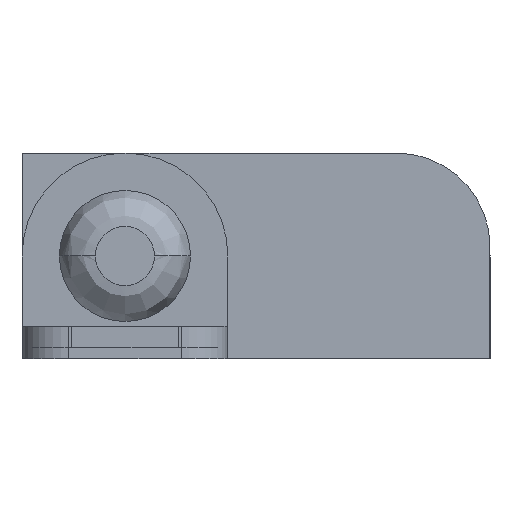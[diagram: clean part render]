
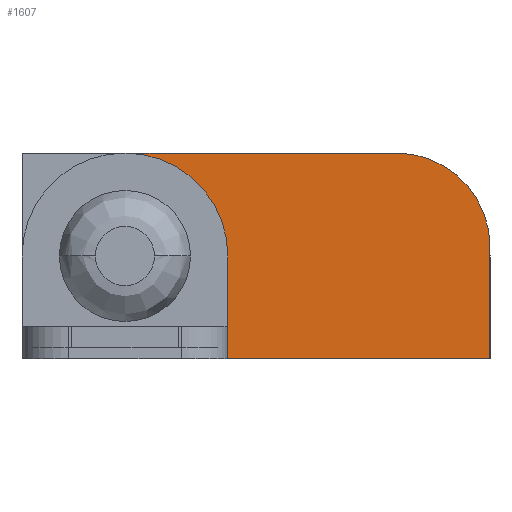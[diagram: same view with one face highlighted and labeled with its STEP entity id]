
A CAD part, left-side view. The second image highlights one B-rep face of the part: STEP entity #1607.
In plain terms, the highlighted planar face has unit normal (-1, 0, 0).
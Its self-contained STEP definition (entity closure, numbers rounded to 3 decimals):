
#1333=CARTESIAN_POINT('POINT81',(51.,-22.,0.));
#1334=VERTEX_POINT('VERTEX81',#1333);
#1341=CARTESIAN_POINT('POINT82',(51.,-22.,22.));
#1342=VERTEX_POINT('VERTEX82',#1341);
#1343=CARTESIAN_POINT('POS146',(51.,-22.,
   21.596));
#1344=DIRECTION('DIR208',(0.,0.,-1.));
#1345=VECTOR('VEC84',#1344,25.4);
#1346=LINE('STRAIGHT84',#1343,#1345);
#1347=EDGE_CURVE('EDGE114',#1342,#1334,#1346,.T.);
#1559=CARTESIAN_POINT('POINT91',(51.,
   0.,44.));
#1560=VERTEX_POINT('VERTEX91',#1559);
#1561=CARTESIAN_POINT('POS173',(51.,
   0.,22.));
#1562=DIRECTION('DIR248',(1.,0.,0.));
#1563=DIRECTION('DIR249',(0.,-1.,0.));
#1564=AXIS2_PLACEMENT_3D('AXIS76',#1561,#1562,#1563);
#1565=CIRCLE('ELLIPSE29',#1564,22.);
#1566=EDGE_CURVE('EDGE132',#1560,#1342,#1565,.T.);
#1567=ORIENTED_EDGE('COEDGE233',*,*,#1566,.T.);
#1568=ORIENTED_EDGE('COEDGE234',*,*,#1347,.T.);
#1569=CARTESIAN_POINT('POINT92',(51.,
   -78.,0.));
#1570=VERTEX_POINT('VERTEX92',#1569);
#1571=CARTESIAN_POINT('POS174',(51.,
   22.,0.));
#1572=DIRECTION('DIR250',(0.,1.,0.));
#1573=VECTOR('VEC98',#1572,1.);
#1574=LINE('STRAIGHT98',#1571,#1573);
#1575=EDGE_CURVE('EDGE133',#1570,#1334,#1574,.T.);
#1576=ORIENTED_EDGE('COEDGE235',*,*,#1575,.F.);
#1577=CARTESIAN_POINT('POINT93',(51.,
   -78.,24.));
#1578=VERTEX_POINT('VERTEX93',#1577);
#1579=CARTESIAN_POINT('POS175',(51.,
   -78.,0.));
#1580=DIRECTION('DIR251',(0.,0.,-1.));
#1581=VECTOR('VEC99',#1580,1.);
#1582=LINE('STRAIGHT99',#1579,#1581);
#1583=EDGE_CURVE('EDGE134',#1578,#1570,#1582,.T.);
#1584=ORIENTED_EDGE('COEDGE236',*,*,#1583,.F.);
#1585=CARTESIAN_POINT('POINT94',(51.,
   -58.,44.));
#1586=VERTEX_POINT('VERTEX94',#1585);
#1587=CARTESIAN_POINT('POS176',(51.,-58.,24.
   ));
#1588=DIRECTION('DIR252',(1.,0.,0.));
#1589=DIRECTION('DIR253',(0.,-1.,0.));
#1590=AXIS2_PLACEMENT_3D('AXIS77',#1587,#1588,#1589);
#1591=CIRCLE('ELLIPSE30',#1590,20.);
#1592=EDGE_CURVE('EDGE135',#1586,#1578,#1591,.T.);
#1593=ORIENTED_EDGE('COEDGE237',*,*,#1592,.F.);
#1594=CARTESIAN_POINT('POS177',(51.,
   -58.,44.));
#1595=DIRECTION('DIR254',(0.,-1.,0.));
#1596=VECTOR('VEC100',#1595,1.);
#1597=LINE('STRAIGHT100',#1594,#1596);
#1598=EDGE_CURVE('EDGE136',#1560,#1586,#1597,.T.);
#1599=ORIENTED_EDGE('COEDGE238',*,*,#1598,.F.);
#1600=EDGE_LOOP('NONE',(#1567,#1568,#1576,#1584,#1593,#1599));
#1601=FACE_BOUND('LOOP1',#1600,.T.);
#1602=CARTESIAN_POINT('POS178',(51.,
   -26.332,21.192));
#1603=DIRECTION('DIR255',(-1.,0.,0.));
#1604=DIRECTION('DIR256',(0.,1.,0.));
#1605=AXIS2_PLACEMENT_3D('AXIS78',#1602,#1603,#1604);
#1606=PLANE('PLANE36',#1605);
#1607=ADVANCED_FACE('FACE52',(#1601),#1606,.T.);
